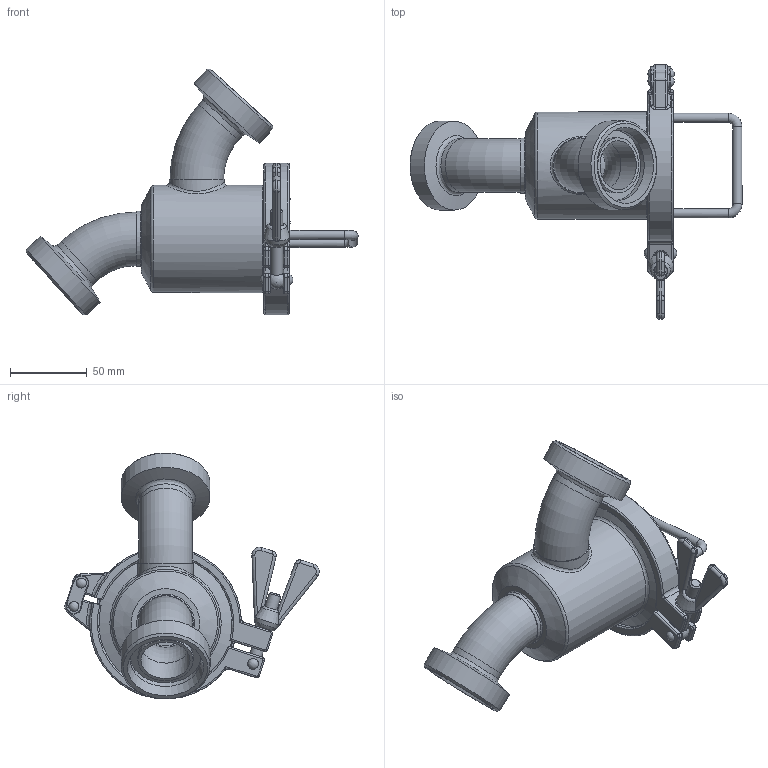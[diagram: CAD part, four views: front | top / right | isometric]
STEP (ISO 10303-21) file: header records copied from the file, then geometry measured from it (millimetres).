
FILE_DESCRIPTION((''),'2;1');
FILE_NAME('60600032X300.stp','2010-10-29T11:02:01',('Creator'),(''),'Autodesk Inventor 2010','Autodesk Inventor 2010','');
FILE_SCHEMA(('AUTOMOTIVE_DESIGN { 1 0 10303 214 1 1 1 1 }'));
Length unit declared in the file: millimetre
Products named in the file (1): 60600032X300
Bounding box: 216.37 x 165.94 x 160.3 mm (x, y, z)
Volume: 228040.5 mm3; surface area: 150418.3 mm2
Topology: 1 solids, 6 shells, 367 faces, 839 edges, 504 vertices
Faces by surface type: cylinder 131, plane 84, bspline 69, torus 50, cone 26, sphere 7
Full cylindrical faces by diameter (mm): 4.82 x5, 5 x5, 6 x3, 8 x2, 30 x1, 32 x4, 35 x3, 36 x5, 40 x1, 40.5 x1, 44 x2, 45 x1, 45.8 x2, 58 x2, 66 x1, 66.2 x1, 70 x1, 81.1 x2, 85.9 x1, 91 x3, 93.2 x1
Entity records: 15178 total; most frequent: CARTESIAN_POINT 7663, DIRECTION 1584, ORIENTED_EDGE 1404, AXIS2_PLACEMENT_3D 707, EDGE_CURVE 702, EDGE_LOOP 510, VERTEX_POINT 464, CIRCLE 398
